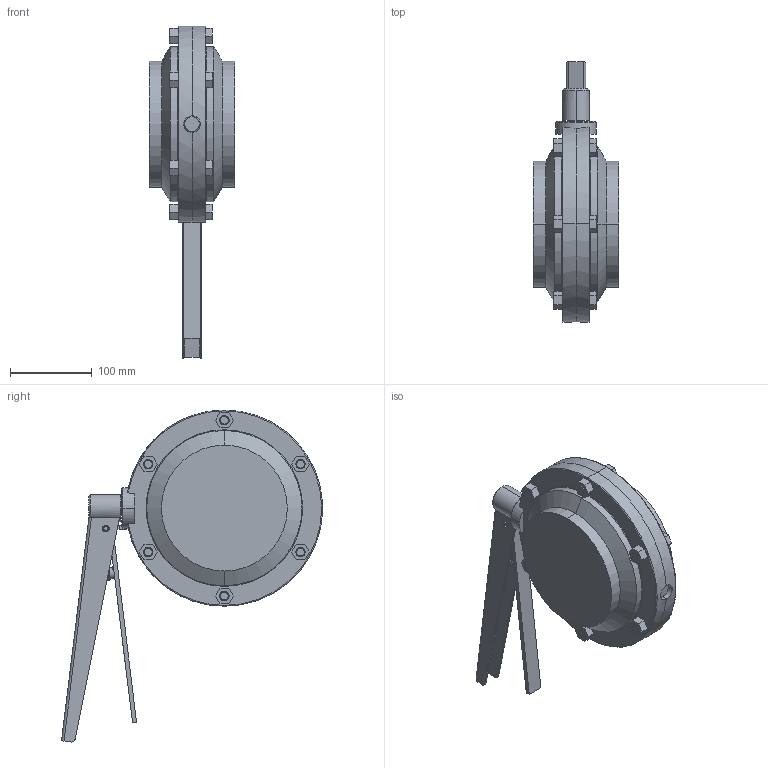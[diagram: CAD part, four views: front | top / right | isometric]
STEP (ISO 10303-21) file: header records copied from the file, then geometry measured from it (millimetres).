
FILE_DESCRIPTION(('OneSpaceDesigner STEP Export'),'2;1');
FILE_NAME('4301.150.stp','2009-06-26T 8:58:22',(''),(''),'OneSpace Designer STEP processor (Jan. 2003) for AP214(CD)(Solid Model)','OneSpace Designer 12.01F 09-Nov-2004 (C) CoCreate Software GmbH','');
FILE_SCHEMA(('AUTOMOTIVE_DESIGN_CC2 {1 2 10303 214 -1 1 5 1}'));
Length unit declared in the file: millimetre
Products named in the file (2): 4301.150.130-041.1_1; 4301.150.130-041.1
Assembly tree (1 placements, depth 2):
  4301.150.130-041.1
    4301.150.130-041.1_1
Bounding box: 104 x 319.17 x 406.04 mm (x, y, z)
Volume: 3273517.5 mm3; surface area: 262905.9 mm2
Topology: 1 solids, 1 shells, 250 faces, 634 edges, 411 vertices
Faces by surface type: plane 137, cylinder 68, cone 29, torus 14, bspline 2
Entity records: 14886 total; most frequent: CARTESIAN_POINT 7333, ORIENTED_EDGE 1268, DIRECTION 951, EDGE_CURVE 634, VERTEX_POINT 411, VECTOR 389, LINE 389, EDGE_LOOP 287
